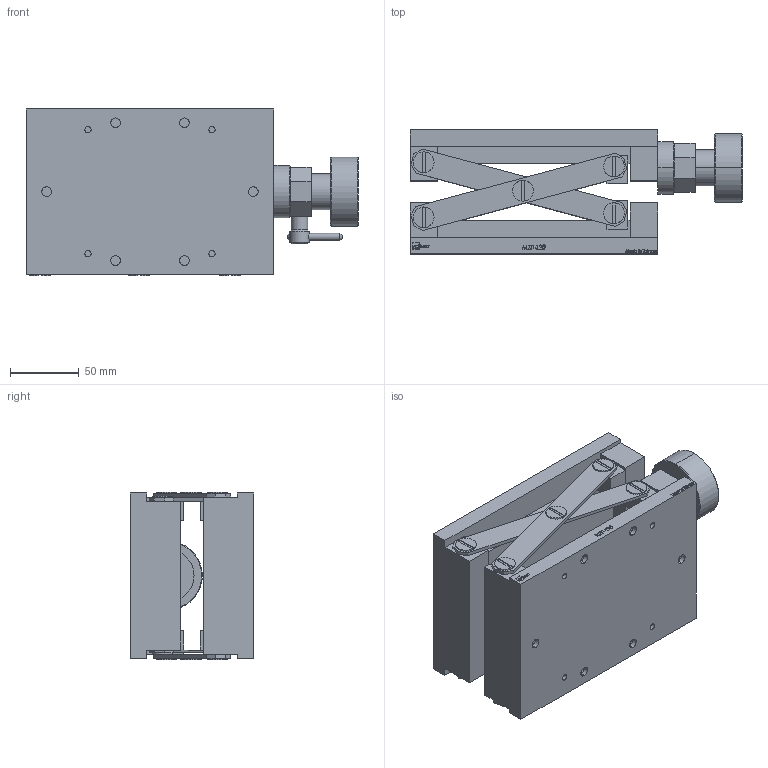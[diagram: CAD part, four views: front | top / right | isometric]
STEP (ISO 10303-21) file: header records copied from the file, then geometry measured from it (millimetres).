
FILE_DESCRIPTION (( 'STEP AP203' ), '1' );
FILE_NAME ('MZF-120.STEP', '2008-07-19T05:47:07', ( '陳志豪' ), ( '高明鐵企業股份有限公司' ), 'SwSTEP 2.0', 'SolidWorks 2007', '' );
FILE_SCHEMA (( 'CONFIG_CONTROL_DESIGN' ));
Length unit declared in the file: millimetre
Products named in the file (1): MZF-120
Bounding box: 241 x 90 x 121.5 mm (x, y, z)
Volume: 1141076.5 mm3; surface area: 177791.4 mm2
Topology: 4 solids, 4 shells, 657 faces, 1682 edges, 1104 vertices
Faces by surface type: plane 412, cylinder 154, bspline 77, cone 14
Entity records: 24316 total; most frequent: CARTESIAN_POINT 8428, ORIENTED_EDGE 3364, DIRECTION 3060, EDGE_CURVE 1682, VECTOR 1148, LINE 1148, VERTEX_POINT 1104, AXIS2_PLACEMENT_3D 956
